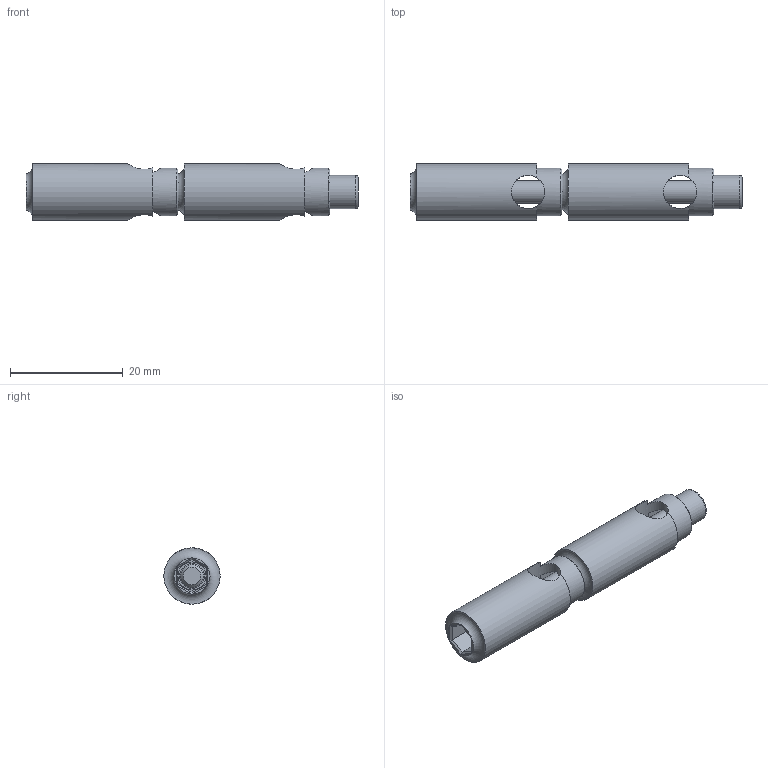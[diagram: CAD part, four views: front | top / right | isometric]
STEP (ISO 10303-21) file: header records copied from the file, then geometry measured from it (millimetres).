
FILE_DESCRIPTION(/* description */ (''),/* implementation_level */ '2;1');
FILE_NAME(/* name */ '262652011_Automatik_Stoss_Verbinder_Set_Nut_6.stp',/* time_stamp */ '2023-01-04T08:18:55+01:00',/* author */ ('Praktikant'),/* organization */ (''),/* preprocessor_version */ 'ST-DEVELOPER v17.2',/* originating_system */ 'Autodesk Inventor 2019',/* authorisation */ '');
FILE_SCHEMA (('AUTOMOTIVE_DESIGN { 1 0 10303 214 3 1 1 }'));
Length unit declared in the file: millimetre
Products named in the file (1): 262652011_Automatik_Stoss_Verbinder_Set_Nut_6_Shrinkwrap_1
Bounding box: 59 x 10 x 10 mm (x, y, z)
Volume: 3151.3 mm3; surface area: 3327.9 mm2
Topology: 3 solids, 3 shells, 118 faces, 313 edges, 195 vertices
Faces by surface type: plane 96, cylinder 14, cone 4, torus 4
Full cylindrical faces by diameter (mm): 4 x1, 5 x2, 5.9 x3, 8.5 x2, 10 x2
Entity records: 4040 total; most frequent: CARTESIAN_POINT 958, ORIENTED_EDGE 624, DIRECTION 588, EDGE_CURVE 312, AXIS2_PLACEMENT_3D 201, VERTEX_POINT 195, LINE 186, VECTOR 186
